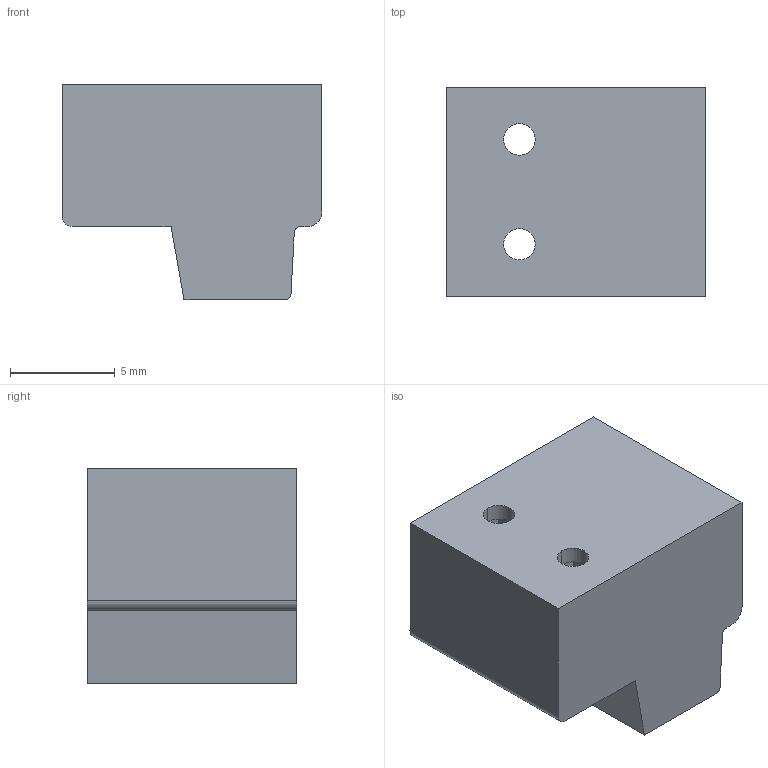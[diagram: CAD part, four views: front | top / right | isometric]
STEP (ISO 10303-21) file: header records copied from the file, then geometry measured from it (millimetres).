
FILE_DESCRIPTION((''),'2;1');
FILE_NAME('TL222T-XXP','2024-12-09T08:46:19',('sheji'),(''),'CREO PARAMETRIC BY PTC INC, 2018100','CREO PARAMETRIC BY PTC INC, 2018100','');
FILE_SCHEMA(('CONFIG_CONTROL_DESIGN'));
Length unit declared in the file: millimetre
Products named in the file (1): TL222T-XXP
Bounding box: 12.4 x 10 x 10.3 mm (x, y, z)
Volume: 872.6 mm3; surface area: 914.9 mm2
Topology: 1 solids, 1 shells, 122 faces, 324 edges, 212 vertices
Faces by surface type: plane 100, cylinder 22
Entity records: 3790 total; most frequent: CARTESIAN_POINT 658, ORIENTED_EDGE 648, DIRECTION 620, EDGE_CURVE 324, VECTOR 272, LINE 272, VERTEX_POINT 212, AXIS2_PLACEMENT_3D 174
